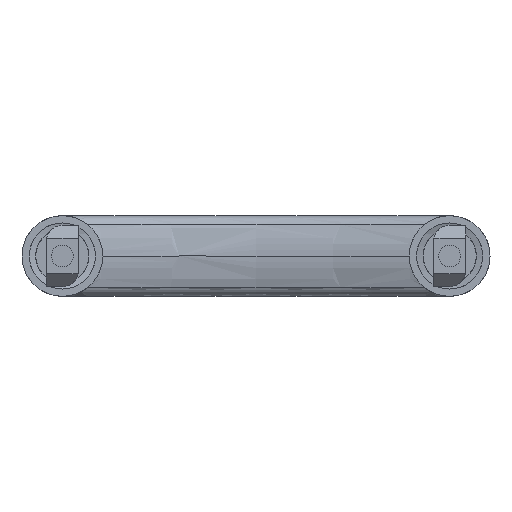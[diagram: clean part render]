
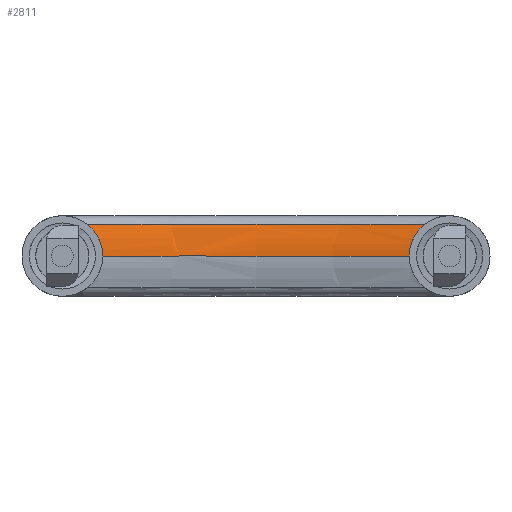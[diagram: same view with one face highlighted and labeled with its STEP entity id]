
A CAD part, left-side view. The second image highlights one B-rep face of the part: STEP entity #2811.
In plain terms, the highlighted toroidal (fillet/blend) face has major radius 325.394 mm and minor radius 30 mm.
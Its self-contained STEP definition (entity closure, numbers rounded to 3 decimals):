
#10 = B_SPLINE_CURVE_WITH_KNOTS ( 'NONE', 3,
 ( #156, #171, #162, #155, #154, #152, #151, #150, #149, #148, #146, #145, #144, #143, #141, #140 ),
 .UNSPECIFIED., .F., .F.,
 ( 4, 2, 2, 2, 2, 2, 2, 4 ),
 ( 0.011, 0.013, 0.014, 0.015, 0.017, 0.02, 0.021, 0.023 ),
 .UNSPECIFIED. ) ;
#11 = B_SPLINE_CURVE_WITH_KNOTS ( 'NONE', 3,
 ( #139, #161, #137, #135, #134, #133, #132, #130, #129, #127, #126, #125, #123, #122, #121, #120 ),
 .UNSPECIFIED., .F., .F.,
 ( 4, 2, 2, 2, 2, 2, 2, 4 ),
 ( 0.011, 0.013, 0.014, 0.015, 0.017, 0.02, 0.021, 0.023 ),
 .UNSPECIFIED. ) ;
#114 = DIRECTION ( 'NONE',  ( -1., 0., 0. ) ) ;
#116 = DIRECTION ( 'NONE',  ( 0., 0., -1. ) ) ;
#117 = CARTESIAN_POINT ( 'NONE',  ( -275.795, -8.084, -6.379 ) ) ;
#120 = CARTESIAN_POINT ( 'NONE',  ( 16.616, 44.166, 3.429 ) ) ;
#121 = CARTESIAN_POINT ( 'NONE',  ( 16.58, 43.795, 3.135 ) ) ;
#122 = CARTESIAN_POINT ( 'NONE',  ( 16.537, 43.441, 2.822 ) ) ;
#123 = CARTESIAN_POINT ( 'NONE',  ( 16.445, 42.771, 2.156 ) ) ;
#125 = CARTESIAN_POINT ( 'NONE',  ( 16.396, 42.456, 1.805 ) ) ;
#126 = CARTESIAN_POINT ( 'NONE',  ( 16.248, 41.579, 0.711 ) ) ;
#127 = CARTESIAN_POINT ( 'NONE',  ( 16.146, 41.08, -0.077 ) ) ;
#129 = CARTESIAN_POINT ( 'NONE',  ( 16.01, 40.462, -1.35 ) ) ;
#130 = CARTESIAN_POINT ( 'NONE',  ( 15.968, 40.281, -1.786 ) ) ;
#132 = CARTESIAN_POINT ( 'NONE',  ( 15.895, 39.97, -2.669 ) ) ;
#133 = CARTESIAN_POINT ( 'NONE',  ( 15.863, 39.84, -3.118 ) ) ;
#134 = CARTESIAN_POINT ( 'NONE',  ( 15.81, 39.63, -4.031 ) ) ;
#135 = CARTESIAN_POINT ( 'NONE',  ( 15.79, 39.55, -4.495 ) ) ;
#137 = CARTESIAN_POINT ( 'NONE',  ( 15.762, 39.442, -5.439 ) ) ;
#139 = CARTESIAN_POINT ( 'NONE',  ( 15.755, 39.416, -6.379 ) ) ;
#140 = CARTESIAN_POINT ( 'NONE',  ( 16.616, -60.334, 3.429 ) ) ;
#141 = CARTESIAN_POINT ( 'NONE',  ( 16.58, -59.962, 3.135 ) ) ;
#143 = CARTESIAN_POINT ( 'NONE',  ( 16.537, -59.609, 2.822 ) ) ;
#144 = CARTESIAN_POINT ( 'NONE',  ( 16.445, -58.939, 2.156 ) ) ;
#145 = CARTESIAN_POINT ( 'NONE',  ( 16.396, -58.624, 1.805 ) ) ;
#146 = CARTESIAN_POINT ( 'NONE',  ( 16.248, -57.747, 0.711 ) ) ;
#148 = CARTESIAN_POINT ( 'NONE',  ( 16.146, -57.248, -0.077 ) ) ;
#149 = CARTESIAN_POINT ( 'NONE',  ( 16.01, -56.63, -1.35 ) ) ;
#150 = CARTESIAN_POINT ( 'NONE',  ( 15.968, -56.449, -1.786 ) ) ;
#151 = CARTESIAN_POINT ( 'NONE',  ( 15.895, -56.138, -2.669 ) ) ;
#152 = CARTESIAN_POINT ( 'NONE',  ( 15.863, -56.008, -3.118 ) ) ;
#154 = CARTESIAN_POINT ( 'NONE',  ( 15.81, -55.797, -4.031 ) ) ;
#155 = CARTESIAN_POINT ( 'NONE',  ( 15.79, -55.718, -4.495 ) ) ;
#156 = CARTESIAN_POINT ( 'NONE',  ( 15.755, -55.584, -6.379 ) ) ;
#158 = DIRECTION ( 'NONE',  ( -1., 0., 0. ) ) ;
#159 = DIRECTION ( 'NONE',  ( 0., 0., -1. ) ) ;
#160 = CARTESIAN_POINT ( 'NONE',  ( -275.795, -8.084, 3.429 ) ) ;
#161 = CARTESIAN_POINT ( 'NONE',  ( 15.755, 39.416, -5.91 ) ) ;
#162 = CARTESIAN_POINT ( 'NONE',  ( 15.762, -55.61, -5.439 ) ) ;
#171 = CARTESIAN_POINT ( 'NONE',  ( 15.755, -55.584, -5.91 ) ) ;
#306 = VERTEX_POINT ( 'NONE', #2202 ) ;
#683 = EDGE_LOOP ( 'NONE', ( #4685, #4690, #4664, #4676 ) ) ;
#797 = DIRECTION ( 'NONE',  ( 0., 0., -1. ) ) ;
#804 = CARTESIAN_POINT ( 'NONE',  ( -275.795, -8.084, -6.379 ) ) ;
#806 = DIRECTION ( 'NONE',  ( -1., 0., 0. ) ) ;
#1254 = AXIS2_PLACEMENT_3D ( 'NONE', #160, #159, #158 ) ;
#1256 = AXIS2_PLACEMENT_3D ( 'NONE', #117, #116, #114 ) ;
#1333 = EDGE_CURVE ( 'NONE', #2570, #2604, #4245, .T. ) ;
#1334 = EDGE_CURVE ( 'NONE', #2595, #2604, #10, .T. ) ;
#1335 = EDGE_CURVE ( 'NONE', #306, #2570, #11, .T. ) ;
#1336 = EDGE_CURVE ( 'NONE', #306, #2595, #4239, .T. ) ;
#1550 = AXIS2_PLACEMENT_3D ( 'NONE', #804, #797, #806 ) ;
#2202 = CARTESIAN_POINT ( 'NONE',  ( 15.755, 39.416, -6.379 ) ) ;
#2570 = VERTEX_POINT ( 'NONE', #3286 ) ;
#2595 = VERTEX_POINT ( 'NONE', #3311 ) ;
#2604 = VERTEX_POINT ( 'NONE', #3320 ) ;
#2811 = ADVANCED_FACE ( 'NONE', ( #4284 ), #4280, .T. ) ;
#3286 = CARTESIAN_POINT ( 'NONE',  ( 16.616, 44.166, 3.429 ) ) ;
#3311 = CARTESIAN_POINT ( 'NONE',  ( 15.755, -55.584, -6.379 ) ) ;
#3320 = CARTESIAN_POINT ( 'NONE',  ( 16.616, -60.334, 3.429 ) ) ;
#4239 = CIRCLE ( 'NONE', #1256, 295.394 ) ;
#4245 = CIRCLE ( 'NONE', #1254, 297.043 ) ;
#4280 = TOROIDAL_SURFACE ( 'NONE', #1550, 325.394, 30. ) ;
#4284 = FACE_OUTER_BOUND ( 'NONE', #683, .T. ) ;
#4664 = ORIENTED_EDGE ( 'NONE', *, *, #1334, .T. ) ;
#4676 = ORIENTED_EDGE ( 'NONE', *, *, #1333, .F. ) ;
#4685 = ORIENTED_EDGE ( 'NONE', *, *, #1335, .F. ) ;
#4690 = ORIENTED_EDGE ( 'NONE', *, *, #1336, .T. ) ;
